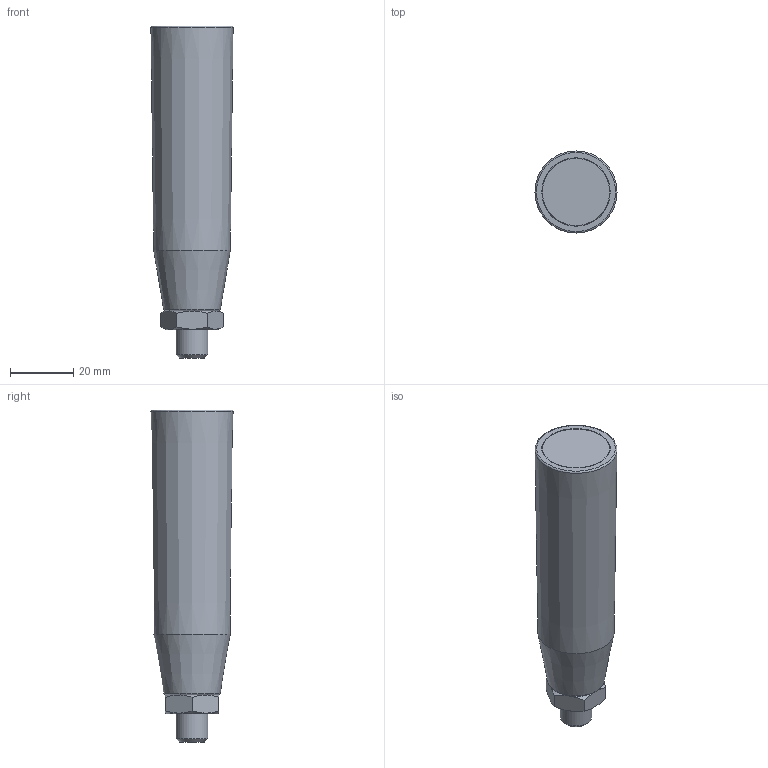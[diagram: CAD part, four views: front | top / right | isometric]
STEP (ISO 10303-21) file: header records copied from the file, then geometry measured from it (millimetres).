
FILE_DESCRIPTION( ( 'Unknown' ), '1' );
FILE_NAME( '6363025_PMCG26x90.stp', 'Unknown', ( 'Unknown' ), ( 'Unknown' ), 'PSStep 11.0', 'Unknown', ' ' );
FILE_SCHEMA( ( 'AUTOMOTIVE_DESIGN { 1 0 10303 214 1 1 1 1 }' ) );
Length unit declared in the file: millimetre
Products named in the file (1): 8900172
Bounding box: 25.99 x 25.99 x 105 mm (x, y, z)
Volume: 33508.9 mm3; surface area: 12397.3 mm2
Topology: 1 solids, 4 shells, 48 faces, 95 edges, 59 vertices
Faces by surface type: plane 30, cylinder 7, cone 6, torus 5
Full cylindrical faces by diameter (mm): 10 x2, 16 x1, 17.28 x1, 18 x1, 21.6 x2
Entity records: 1606 total; most frequent: CARTESIAN_POINT 303, DIRECTION 186, ORIENTED_EDGE 148, AXIS2_PLACEMENT_3D 75, EDGE_LOOP 74, EDGE_CURVE 74, FACE_OUTER_BOUND 60, VERTEX_POINT 56
